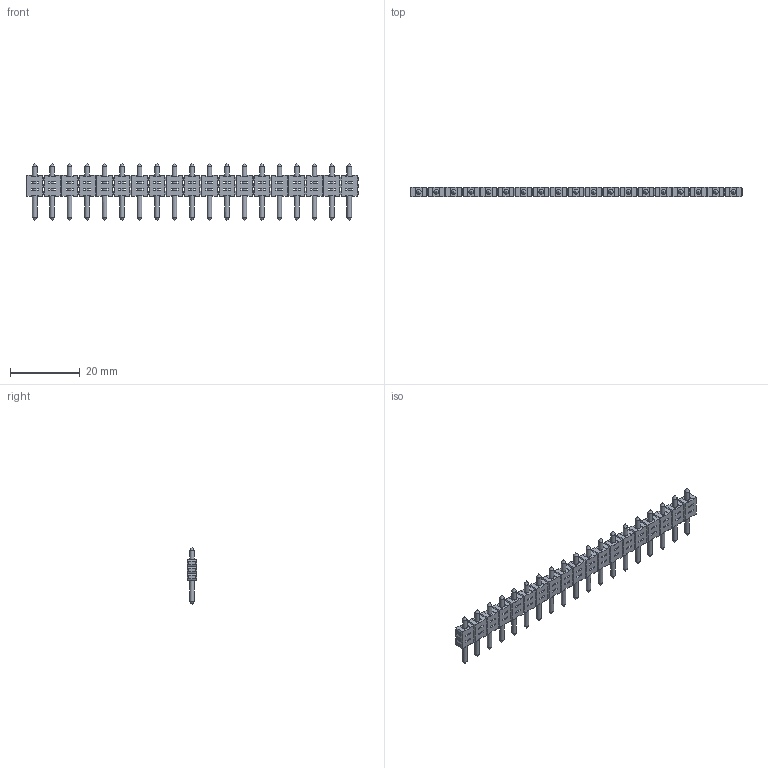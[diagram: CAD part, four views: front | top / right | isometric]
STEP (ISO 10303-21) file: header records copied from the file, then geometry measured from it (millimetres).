
FILE_DESCRIPTION(('STEP AP214'),'1');
FILE_NAME('PVST19-5.stp','2018-11-21T10:23:45',(' '),(' '),'Spatial InterOp 3D',' ',' ');
FILE_SCHEMA(('AUTOMOTIVE_DESIGN { 1 0 10303 214 1 1 1 1 }'));
Length unit declared in the file: metre
Products named in the file (1): 1
Bounding box: 95 x 2.8 x 16.5 mm (x, y, z)
Volume: 1670.9 mm3; surface area: 3155.9 mm2
Topology: 1 solids, 1 shells, 956 faces, 2463 edges, 1437 vertices
Faces by surface type: plane 842, cylinder 76, cone 38
Full cylindrical faces by diameter (mm): 1.3 x76
Entity records: 34277 total; most frequent: CARTESIAN_POINT 4515, ORIENTED_EDGE 4432, DIRECTION 4282, EDGE_CURVE 2216, LINE 2064, VECTOR 2064, VERTEX_POINT 1342, EDGE_LOOP 1222
